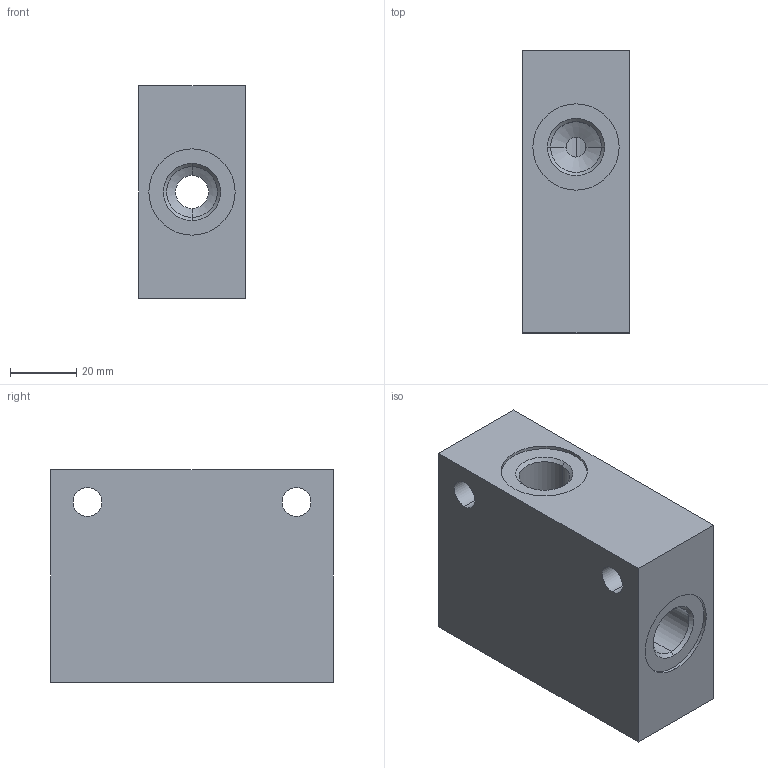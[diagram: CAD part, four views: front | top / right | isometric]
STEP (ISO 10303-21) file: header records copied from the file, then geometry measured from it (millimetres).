
FILE_DESCRIPTION (( 'STEP AP203' ), '1' );
FILE_NAME ('ML-18M4-G03-Z01.STEP', '2026-02-25T05:24:44', ( '' ), ( '' ), 'SwSTEP 2.0', 'SolidWorks 2018', '' );
FILE_SCHEMA (( 'CONFIG_CONTROL_DESIGN' ));
Length unit declared in the file: millimetre
Products named in the file (1): ML-18M4-G03-Z01
Bounding box: 32 x 85 x 64 mm (x, y, z)
Volume: 143655.6 mm3; surface area: 28214.7 mm2
Topology: 1 solids, 1 shells, 332 faces, 901 edges, 585 vertices
Faces by surface type: cylinder 183, plane 99, cone 28, bspline 20, torus 2
Entity records: 11878 total; most frequent: CARTESIAN_POINT 3203, DIRECTION 1859, ORIENTED_EDGE 1802, EDGE_CURVE 901, AXIS2_PLACEMENT_3D 693, VERTEX_POINT 585, VECTOR 473, LINE 473
